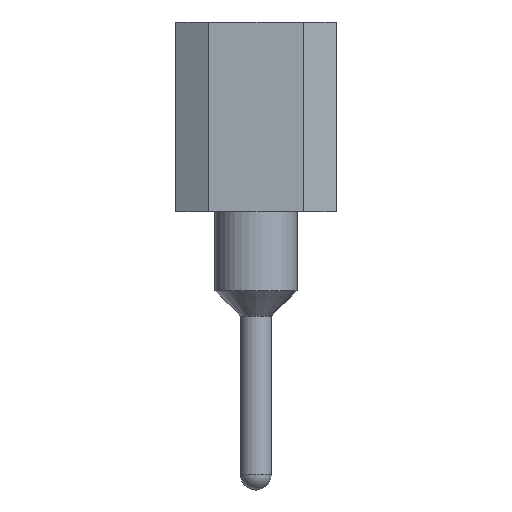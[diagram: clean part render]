
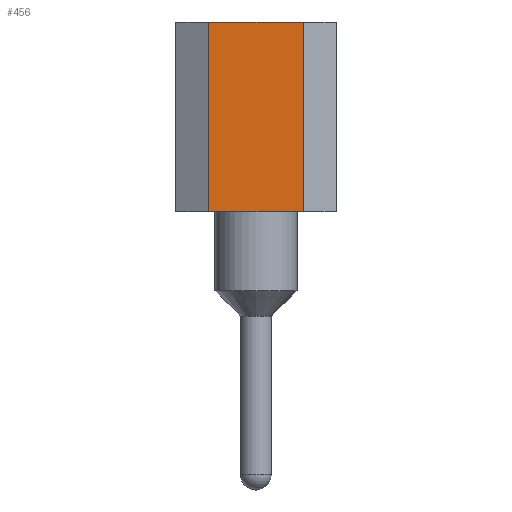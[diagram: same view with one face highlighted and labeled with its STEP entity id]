
A CAD part, left-side view. The second image highlights one B-rep face of the part: STEP entity #456.
In plain terms, the highlighted planar face has unit normal (-1, 0, 0).
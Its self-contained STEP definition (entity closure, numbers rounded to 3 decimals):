
#456=ADVANCED_FACE('',(#3986),#3988,.T.);
#3986=FACE_BOUND('',#3987,.T.);
#3987=EDGE_LOOP('',(#6919,#6920,#6921,#6922));
#3988=PLANE('',#3989);
#3989=AXIS2_PLACEMENT_3D('',#3990,#3991,#3992);
#3990=CARTESIAN_POINT('',(-1.27,0.75,1.65));
#3991=DIRECTION('',(-1.,0.,0.));
#3992=DIRECTION('',(0.,-1.,0.));
#6919=ORIENTED_EDGE('',*,*,#8386,.T.);
#6920=ORIENTED_EDGE('',*,*,#8456,.T.);
#6921=ORIENTED_EDGE('',*,*,#8303,.F.);
#6922=ORIENTED_EDGE('',*,*,#8455,.F.);
#8303=EDGE_CURVE('',#9108,#9110,#9111,.T.);
#8386=EDGE_CURVE('',#9276,#9274,#9277,.T.);
#8455=EDGE_CURVE('',#9276,#9108,#9409,.T.);
#8456=EDGE_CURVE('',#9274,#9110,#9410,.T.);
#9108=VERTEX_POINT('',#10472);
#9110=VERTEX_POINT('',#10476);
#9111=LINE('',#10477,#10478);
#9274=VERTEX_POINT('',#10819);
#9276=VERTEX_POINT('',#10823);
#9277=LINE('',#10824,#10825);
#9409=LINE('',#11095,#11096);
#9410=LINE('',#11098,#11099);
#10472=CARTESIAN_POINT('',(-1.27,0.75,4.65));
#10476=CARTESIAN_POINT('',(-1.27,-0.75,4.65));
#10477=CARTESIAN_POINT('',(-1.27,0.75,4.65));
#10478=VECTOR('',#10479,1.);
#10479=DIRECTION('',(0.,-1.,0.));
#10819=CARTESIAN_POINT('',(-1.27,-0.75,1.65));
#10823=CARTESIAN_POINT('',(-1.27,0.75,1.65));
#10824=CARTESIAN_POINT('',(-1.27,0.75,1.65));
#10825=VECTOR('',#10826,1.);
#10826=DIRECTION('',(0.,-1.,0.));
#11095=CARTESIAN_POINT('',(-1.27,0.75,1.65));
#11096=VECTOR('',#11097,1.);
#11097=DIRECTION('',(0.,0.,1.));
#11098=CARTESIAN_POINT('',(-1.27,-0.75,1.65));
#11099=VECTOR('',#11100,1.);
#11100=DIRECTION('',(0.,0.,1.));
